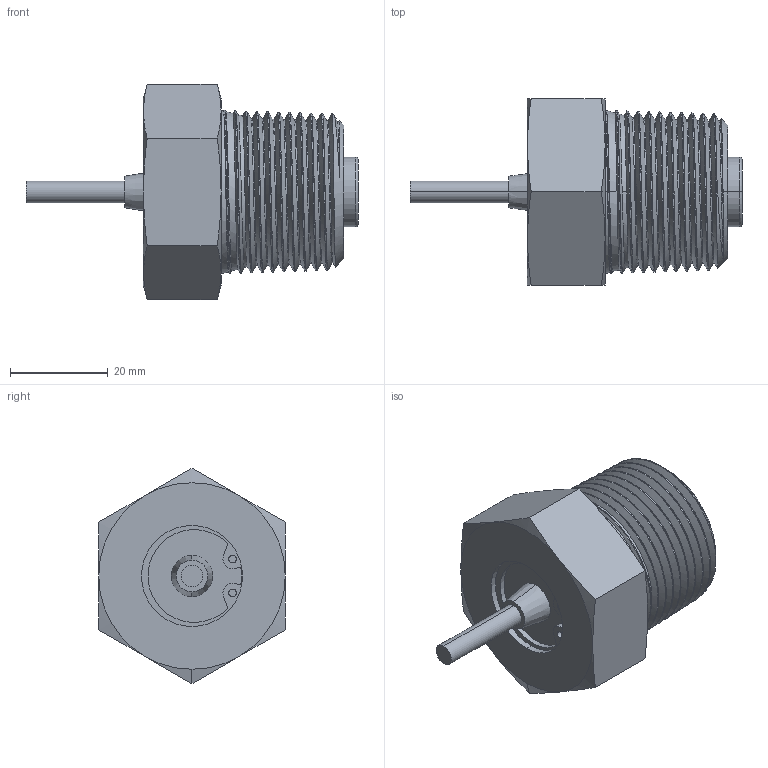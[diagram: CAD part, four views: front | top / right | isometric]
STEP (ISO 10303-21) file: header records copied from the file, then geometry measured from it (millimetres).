
FILE_DESCRIPTION (( 'STEP AP214' ), '1' );
FILE_NAME ('IndustrialSensor-with fake quick-1NPT.STEP', '2025-08-27T23:26:54', ( '' ), ( '' ), 'SwSTEP 2.0', 'SolidWorks 2025', '' );
FILE_SCHEMA (( 'AUTOMOTIVE_DESIGN' ));
Length unit declared in the file: inch
Products named in the file (1): IndustrialSensor-with fake quick-1NPT
Bounding box: 67.82 x 38.1 x 43.99 mm (x, y, z)
Volume: 39152.9 mm3; surface area: 15130.4 mm2
Topology: 7 solids, 7 shells, 150 faces, 523 edges, 391 vertices
Faces by surface type: cone 51, torus 34, cylinder 32, plane 28, bspline 5
Entity records: 13902 total; most frequent: CARTESIAN_POINT 9578, ORIENTED_EDGE 1046, DIRECTION 699, EDGE_CURVE 523, VERTEX_POINT 391, AXIS2_PLACEMENT_3D 306, B_SPLINE_CURVE_WITH_KNOTS 276, EDGE_LOOP 164
